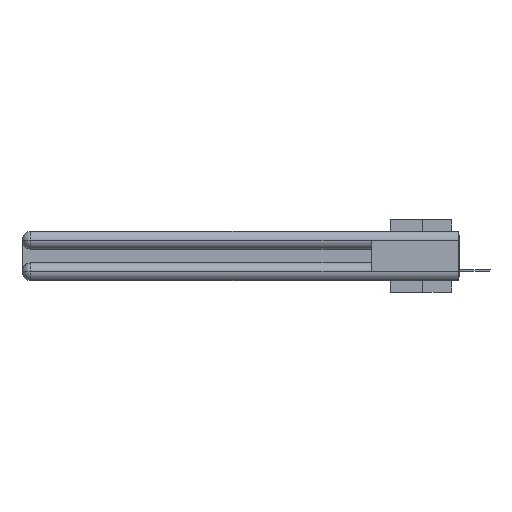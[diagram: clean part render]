
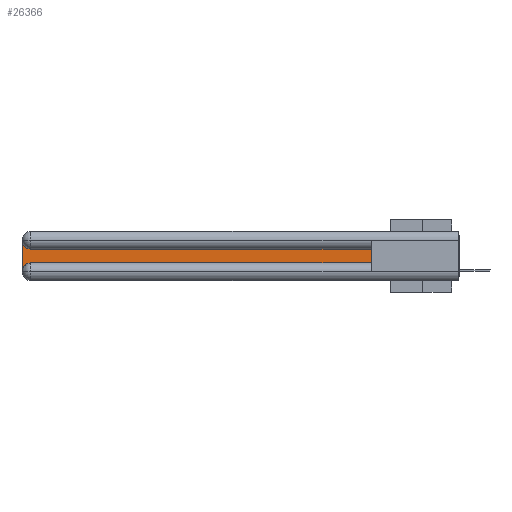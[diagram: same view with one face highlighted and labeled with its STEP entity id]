
A CAD part, left-side view. The second image highlights one B-rep face of the part: STEP entity #26366.
In plain terms, the highlighted planar face has unit normal (-1, 0, 0).
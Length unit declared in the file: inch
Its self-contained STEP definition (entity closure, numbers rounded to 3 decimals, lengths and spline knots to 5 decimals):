
#463 = DIRECTION ( 'NONE',  ( 0., -1., 0. ) ) ;
#596 = VERTEX_POINT ( 'NONE', #21598 ) ;
#4309 = CARTESIAN_POINT ( 'NONE',  ( 0.075, 2.94, -0.2775 ) ) ;
#4482 = DIRECTION ( 'NONE',  ( 1., 0., 0. ) ) ;
#7600 = LINE ( 'NONE', #21921, #30173 ) ;
#7778 = CARTESIAN_POINT ( 'NONE',  ( 0.075, 0.6, -0.2175 ) ) ;
#8518 = CARTESIAN_POINT ( 'NONE',  ( 0.075, 3., -0.1225 ) ) ;
#9055 = DIRECTION ( 'NONE',  ( 0., 1., 0. ) ) ;
#9441 = CARTESIAN_POINT ( 'NONE',  ( 0.075, 2.94, -0.0625 ) ) ;
#9626 = CIRCLE ( 'NONE', #14795, 0.06 ) ;
#10303 = EDGE_CURVE ( 'NONE', #29426, #24291, #29129, .T. ) ;
#11223 = CARTESIAN_POINT ( 'NONE',  ( 0.075, 0.6, -0.2175 ) ) ;
#11656 = AXIS2_PLACEMENT_3D ( 'NONE', #8518, #13856, #29009 ) ;
#11991 = VECTOR ( 'NONE', #14133, 39.37008 ) ;
#12280 = VERTEX_POINT ( 'NONE', #19651 ) ;
#13607 = ORIENTED_EDGE ( 'NONE', *, *, #14529, .T. ) ;
#13658 = DIRECTION ( 'NONE',  ( 0., 0., 1. ) ) ;
#13856 = DIRECTION ( 'NONE',  ( 1., 0., 0. ) ) ;
#14133 = DIRECTION ( 'NONE',  ( 0., 0., -1. ) ) ;
#14204 = DIRECTION ( 'NONE',  ( 0., 0., -1. ) ) ;
#14233 = LINE ( 'NONE', #15376, #19826 ) ;
#14529 = EDGE_CURVE ( 'NONE', #596, #29426, #14233, .T. ) ;
#14795 = AXIS2_PLACEMENT_3D ( 'NONE', #4309, #17137, #27078 ) ;
#14881 = VECTOR ( 'NONE', #13658, 39.37008 ) ;
#15376 = CARTESIAN_POINT ( 'NONE',  ( 0.075, 0.6, -0.2175 ) ) ;
#15971 = EDGE_CURVE ( 'NONE', #31944, #12280, #31838, .T. ) ;
#17137 = DIRECTION ( 'NONE',  ( 1., 0., 0. ) ) ;
#17215 = EDGE_CURVE ( 'NONE', #24291, #31944, #7600, .T. ) ;
#17814 = EDGE_LOOP ( 'NONE', ( #19358, #30835, #26055, #28587, #13607, #30251 ) ) ;
#18501 = PLANE ( 'NONE',  #11656 ) ;
#19026 = FACE_OUTER_BOUND ( 'NONE', #17814, .T. ) ;
#19237 = CARTESIAN_POINT ( 'NONE',  ( 0.075, 3., -0.2175 ) ) ;
#19358 = ORIENTED_EDGE ( 'NONE', *, *, #17215, .T. ) ;
#19651 = CARTESIAN_POINT ( 'NONE',  ( 0.075, 3., -0.0625 ) ) ;
#19764 = CARTESIAN_POINT ( 'NONE',  ( 0.075, 3., -0.2775 ) ) ;
#19826 = VECTOR ( 'NONE', #463, 39.37008 ) ;
#20343 = AXIS2_PLACEMENT_3D ( 'NONE', #9441, #4482, #14204 ) ;
#21034 = VERTEX_POINT ( 'NONE', #19764 ) ;
#21598 = CARTESIAN_POINT ( 'NONE',  ( 0.075, 2.94, -0.2175 ) ) ;
#21921 = CARTESIAN_POINT ( 'NONE',  ( 0.075, 0.6, -0.1225 ) ) ;
#22274 = CARTESIAN_POINT ( 'NONE',  ( 0.075, 0.6, -0.1225 ) ) ;
#24280 = LINE ( 'NONE', #19237, #11991 ) ;
#24291 = VERTEX_POINT ( 'NONE', #22274 ) ;
#24868 = EDGE_CURVE ( 'NONE', #12280, #21034, #24280, .T. ) ;
#25013 = EDGE_CURVE ( 'NONE', #21034, #596, #9626, .T. ) ;
#26055 = ORIENTED_EDGE ( 'NONE', *, *, #24868, .T. ) ;
#26366 = ADVANCED_FACE ( 'NONE', ( #19026 ), #18501, .F. ) ;
#27078 = DIRECTION ( 'NONE',  ( 0., 0., -1. ) ) ;
#28587 = ORIENTED_EDGE ( 'NONE', *, *, #25013, .T. ) ;
#29009 = DIRECTION ( 'NONE',  ( 0., 0., -1. ) ) ;
#29129 = LINE ( 'NONE', #11223, #14881 ) ;
#29426 = VERTEX_POINT ( 'NONE', #7778 ) ;
#30025 = CARTESIAN_POINT ( 'NONE',  ( 0.075, 2.94, -0.1225 ) ) ;
#30173 = VECTOR ( 'NONE', #9055, 39.37008 ) ;
#30251 = ORIENTED_EDGE ( 'NONE', *, *, #10303, .T. ) ;
#30835 = ORIENTED_EDGE ( 'NONE', *, *, #15971, .T. ) ;
#31838 = CIRCLE ( 'NONE', #20343, 0.06 ) ;
#31944 = VERTEX_POINT ( 'NONE', #30025 ) ;
